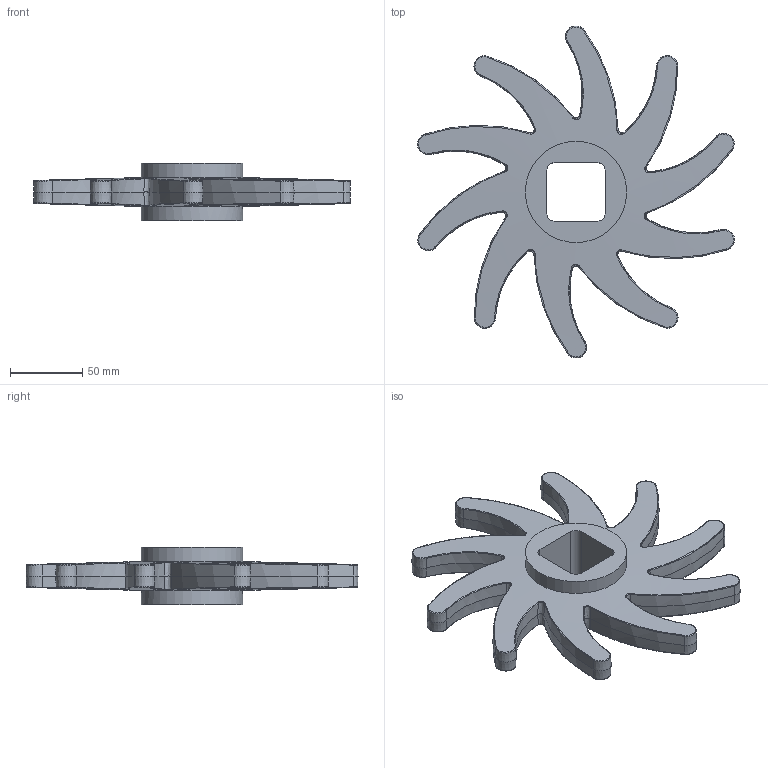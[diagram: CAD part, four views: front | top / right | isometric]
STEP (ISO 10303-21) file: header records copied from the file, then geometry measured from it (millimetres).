
FILE_DESCRIPTION(('STEP AP214'),'1');
FILE_NAME('Stern.stp','2022-12-06T12:32:08',(' '),(' '),'Spatial InterOp 3D',' ',' ');
FILE_SCHEMA(('AUTOMOTIVE_DESIGN { 1 0 10303 214 1 1 1 1 }'));
Length unit declared in the file: millimetre
Products named in the file (1): 1
Bounding box: 219.04 x 229.44 x 40 mm (x, y, z)
Volume: 403442.1 mm3; surface area: 75402.3 mm2
Topology: 1 solids, 1 shells, 175 faces, 399 edges, 226 vertices
Faces by surface type: bspline 100, cone 63, plane 6, cylinder 6
Full cylindrical faces by diameter (mm): 70 x2
Entity records: 24455 total; most frequent: CARTESIAN_POINT 21353, ORIENTED_EDGE 776, DIRECTION 450, EDGE_CURVE 388, VERTEX_POINT 220, B_SPLINE_CURVE_WITH_KNOTS 210, AXIS2_PLACEMENT_3D 197, EDGE_LOOP 180
